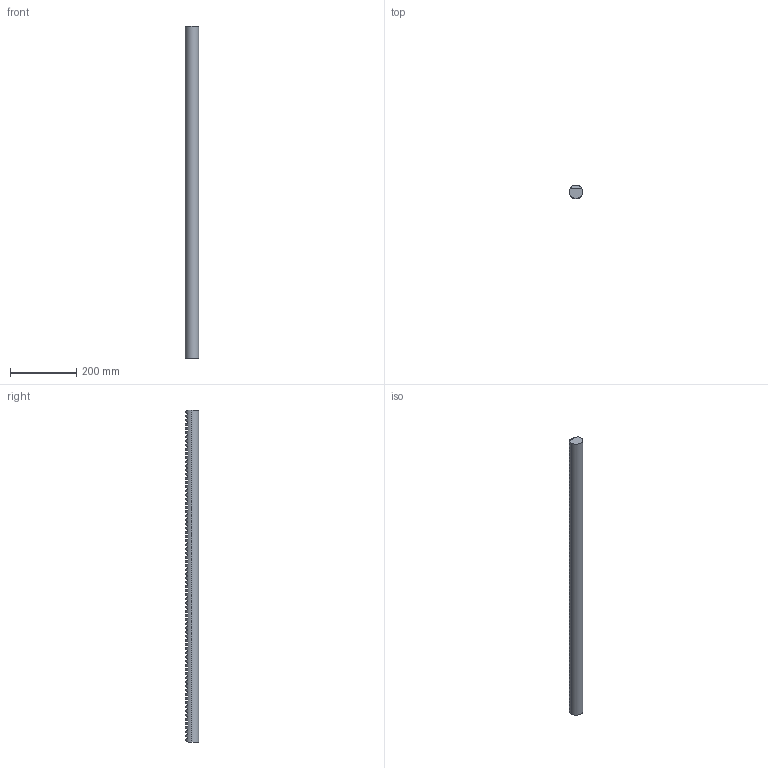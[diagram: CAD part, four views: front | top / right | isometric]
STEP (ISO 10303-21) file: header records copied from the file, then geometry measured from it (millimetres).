
FILE_DESCRIPTION (( 'STEP AP214' ), '1' );
FILE_NAME ('141-440-100.STEP', '2024-10-29T14:20:42', ( '' ), ( '' ), 'SwSTEP 2.0', 'SolidWorks 2021', '' );
FILE_SCHEMA (( 'AUTOMOTIVE_DESIGN' ));
Length unit declared in the file: millimetre
Products named in the file (1): 141-440-100
Bounding box: 40 x 39.96 x 1004.58 mm (x, y, z)
Volume: 1172432.9 mm3; surface area: 149490.2 mm2
Topology: 1 solids, 1 shells, 245 faces, 492 edges, 328 vertices
Faces by surface type: plane 243, cylinder 2
Entity records: 6266 total; most frequent: CARTESIAN_POINT 1546, ORIENTED_EDGE 984, DIRECTION 830, EDGE_CURVE 492, VERTEX_POINT 328, LINE 326, VECTOR 326, EDGE_LOOP 324
